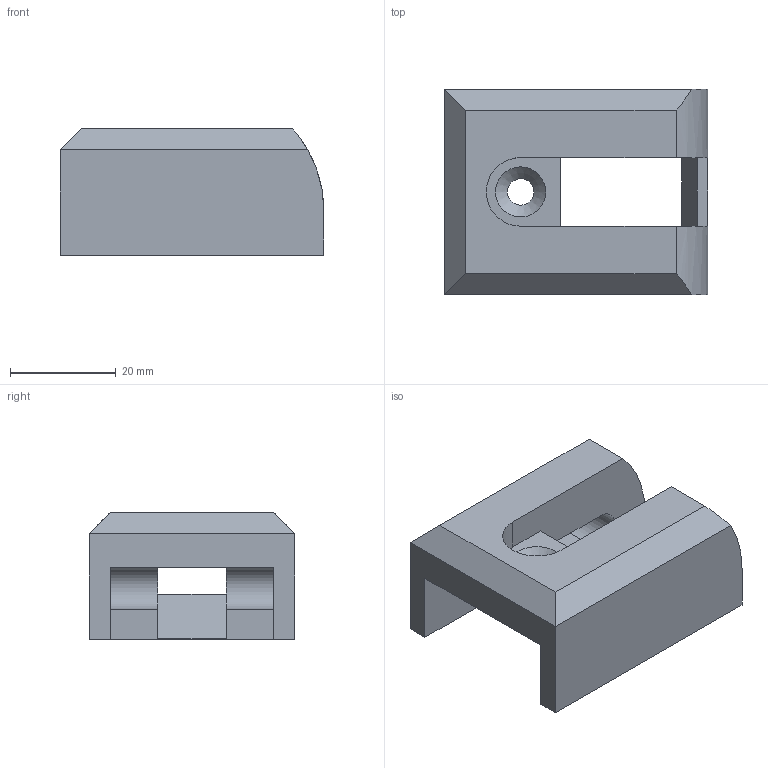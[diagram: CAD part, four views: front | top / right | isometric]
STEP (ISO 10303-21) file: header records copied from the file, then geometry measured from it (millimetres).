
FILE_DESCRIPTION(/* description */ (''),/* implementation_level */ '2;1');
FILE_NAME(/* name */ 'Part 015.stp',/* time_stamp */ '2015-02-19T17:16:35+02:00',/* author */ ('SFC'),/* organization */ (''),/* preprocessor_version */ 'ST-DEVELOPER v15.2',/* originating_system */ 'Autodesk Inventor 2014',/* authorisation */ '');
FILE_SCHEMA (('AUTOMOTIVE_DESIGN { 1 0 10303 214 3 1 1 }'));
Length unit declared in the file: millimetre
Products named in the file (1): Part 015
Bounding box: 50 x 39 x 24 mm (x, y, z)
Volume: 23307 mm3; surface area: 9467.3 mm2
Topology: 1 solids, 1 shells, 30 faces, 86 edges, 56 vertices
Faces by surface type: plane 23, cylinder 6, cone 1
Full cylindrical faces by diameter (mm): 5 x1
Entity records: 986 total; most frequent: CARTESIAN_POINT 169, ORIENTED_EDGE 166, DIRECTION 160, EDGE_CURVE 83, LINE 68, VECTOR 68, VERTEX_POINT 55, AXIS2_PLACEMENT_3D 46
